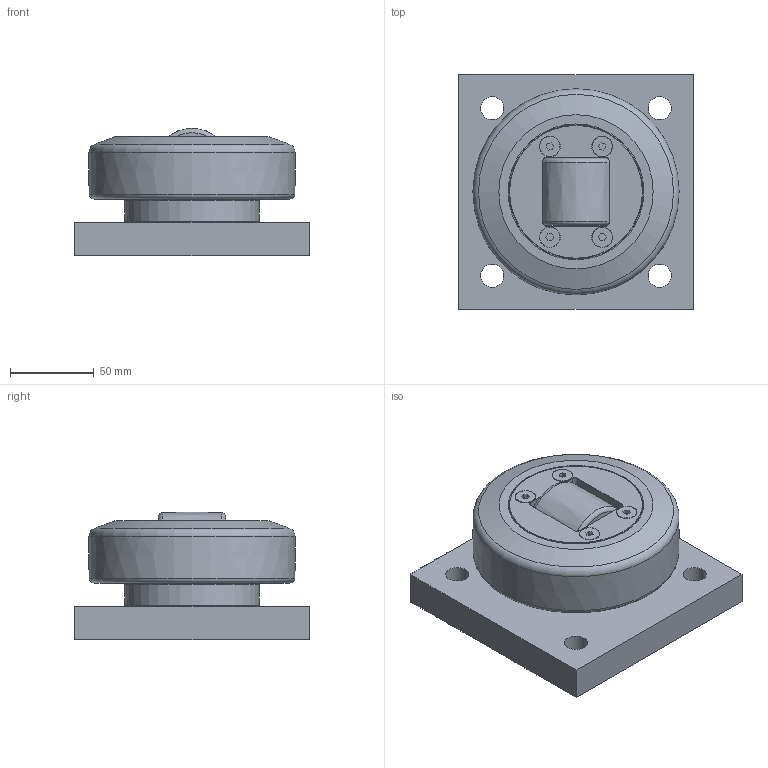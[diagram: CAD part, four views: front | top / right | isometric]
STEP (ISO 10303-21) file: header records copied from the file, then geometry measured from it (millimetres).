
FILE_DESCRIPTION(/* description */ ('-'),/* implementation_level */ '2;1');
FILE_NAME(/* name */ 'ALFATEC_HTR120-0200BQ1000.stp',/* time_stamp */ '2021-01-27T12:27:48+01:00',/* author */ ('kstaebler'),/* organization */ (''),/* preprocessor_version */ 'ST-DEVELOPER v18.1',/* originating_system */ 'Autodesk Inventor 2020',/* authorisation */ '');
FILE_SCHEMA (('AUTOMOTIVE_DESIGN { 1 0 10303 214 3 1 1 }'));
Length unit declared in the file: millimetre
Products named in the file (1): HTR 120.0200 BQ1000_Kontur
Bounding box: 140 x 140 x 76 mm (x, y, z)
Volume: 778192.7 mm3; surface area: 130550.5 mm2
Topology: 3 solids, 3 shells, 143 faces, 427 edges, 305 vertices
Faces by surface type: plane 68, cylinder 48, cone 11, torus 9, bspline 7
Full cylindrical faces by diameter (mm): 3 x5, 4.917 x1, 12 x4, 13.835 x4, 22.3 x1, 29.3 x1, 33.5 x2, 69.5 x1, 71 x1, 79 x1, 79.8 x1, 80 x2, 81 x1, 84.5 x2, 87 x1, 89.5 x2, 95 x1
Entity records: 5984 total; most frequent: CARTESIAN_POINT 1776, ORIENTED_EDGE 852, DIRECTION 820, EDGE_CURVE 426, AXIS2_PLACEMENT_3D 324, VERTEX_POINT 305, EDGE_LOOP 189, CIRCLE 179
